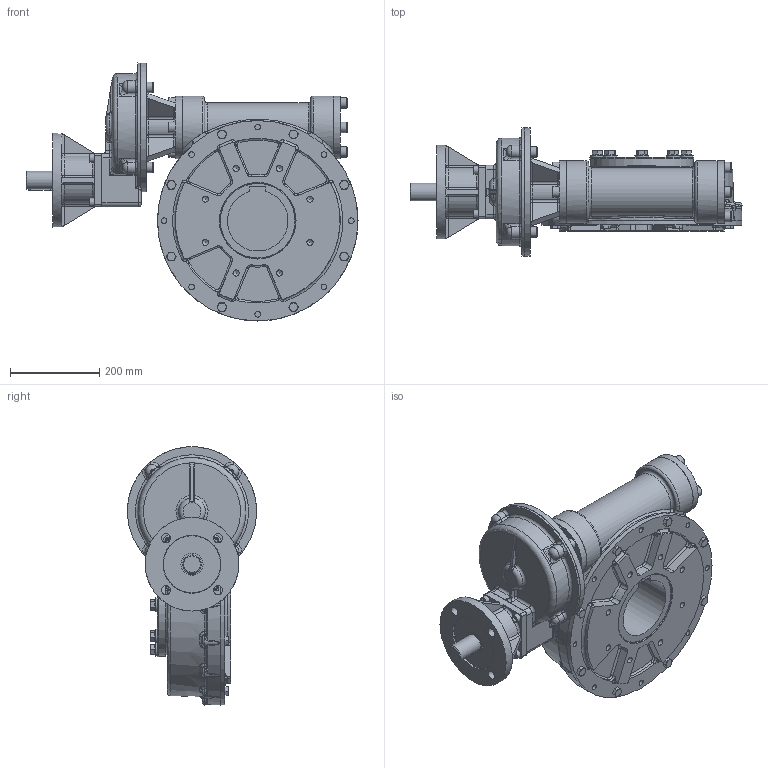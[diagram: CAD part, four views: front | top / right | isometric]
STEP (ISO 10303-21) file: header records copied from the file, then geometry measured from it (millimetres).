
FILE_DESCRIPTION(/* description */ ('Unknown'),/* implementation_level */ '2;1');
FILE_NAME(/* name */ 'PUB-MTW7IRS-F16-F25',/* time_stamp */ '2015-12-09T13:53:25+00:00',/* author */ ('Unknown'),/* organization */ ('Unknown'),/* preprocessor_version */ 'ST-DEVELOPER v16',/* originating_system */ 'DEX',/* authorisation */ $);
FILE_SCHEMA (('AUTOMOTIVE_DESIGN {1 0 10303 214 3 1 1}'));
Products named in the file (1): PUB-MTW7IRS-F16-F25
Bounding box: 745.25 x 289.28 x 579.19 mm (x, y, z)
Surface area: 1286096.2 mm2 (no closed solid volume)
Topology: 0 solids, 47 shells, 1159 faces, 3034 edges, 1822 vertices
Faces by surface type: plane 372, cylinder 245, bspline 195, torus 158, cone 151, sphere 38
Full cylindrical faces by diameter (mm): 12.5 x8, 13.835 x8, 18 x4, 20.5 x4, 24 x12, 32 x8, 40 x1, 50 x1, 130 x1, 140 x2, 170 x2, 210 x1, 230 x1, 230.25 x1, 235 x1, 251.5 x1, 289 x1, 450 x1
Entity records: 56638 total; most frequent: CARTESIAN_POINT 30520, ORIENTED_EDGE 5245, DIRECTION 5051, EDGE_CURVE 2817, AXIS2_PLACEMENT_3D 2130, VERTEX_POINT 1786, FACE_BOUND 1375, EDGE_LOOP 1367
